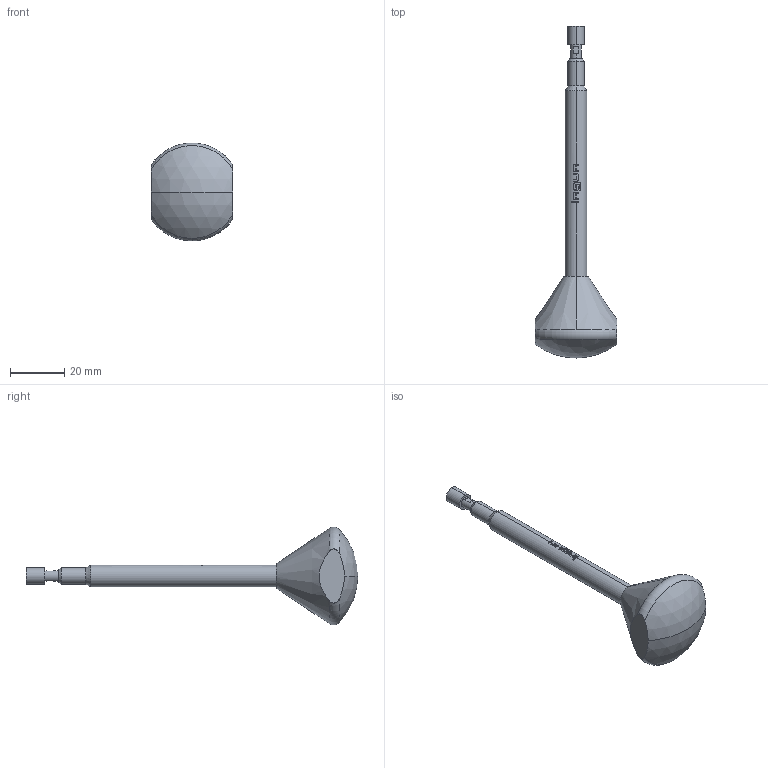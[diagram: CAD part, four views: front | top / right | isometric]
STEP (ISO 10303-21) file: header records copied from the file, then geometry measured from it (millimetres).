
FILE_DESCRIPTION (( 'STEP AP203' ), '1' );
FILE_NAME ('INGUN_SW-SKS-419-429-500.STEP', '2021-10-05T12:22:22', ( 'ochi' ), ( '' ), 'SwSTEP 2.0', 'SolidWorks 2018', '' );
FILE_SCHEMA (( 'CONFIG_CONTROL_DESIGN' ));
Length unit declared in the file: millimetre
Products named in the file (1): INGUN_SW-SKS-419-429-500
Bounding box: 30 x 122 x 36 mm (x, y, z)
Volume: 18781.9 mm3; surface area: 5411.1 mm2
Topology: 1 solids, 1 shells, 112 faces, 305 edges, 200 vertices
Faces by surface type: plane 53, bspline 22, cylinder 22, cone 10, torus 3, sphere 2
Entity records: 4048 total; most frequent: CARTESIAN_POINT 1278, ORIENTED_EDGE 610, DIRECTION 507, EDGE_CURVE 305, AXIS2_PLACEMENT_3D 203, VERTEX_POINT 200, EDGE_LOOP 117, CIRCLE 112
